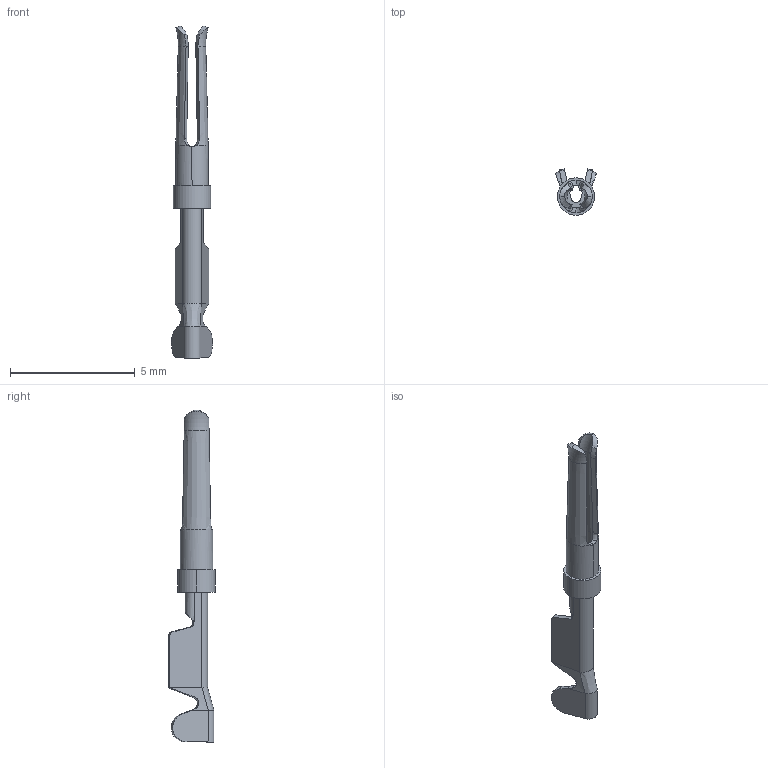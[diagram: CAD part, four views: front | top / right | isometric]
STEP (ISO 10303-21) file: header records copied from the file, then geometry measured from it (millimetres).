
FILE_DESCRIPTION((''),'2;1');
FILE_NAME('MANIFOLD_SOLID_BREP_54','2023-03-28T',('lishuang.ye'),(''),'PRO/ENGINEER BY PARAMETRIC TECHNOLOGY CORPORATION, 2014320','PRO/ENGINEER BY PARAMETRIC TECHNOLOGY CORPORATION, 2014320','');
FILE_SCHEMA(('AUTOMOTIVE_DESIGN { 1 0 10303 214 1 1 1 1 }'));
Length unit declared in the file: millimetre
Products named in the file (1): MANIFOLD_SOLID_BREP_54
Bounding box: 1.65 x 1.87 x 13.33 mm (x, y, z)
Volume: 7.2 mm3; surface area: 82.1 mm2
Topology: 1 solids, 1 shells, 95 faces, 246 edges, 154 vertices
Faces by surface type: bspline 38, plane 23, cylinder 20, extrusion 6, cone 4, torus 4
Entity records: 4963 total; most frequent: CARTESIAN_POINT 2105, ORIENTED_EDGE 492, DIRECTION 304, PRESENTATION_STYLE_ASSIGNMENT 247, STYLED_ITEM 247, CURVE_STYLE 246, EDGE_CURVE 246, VERTEX_POINT 154
